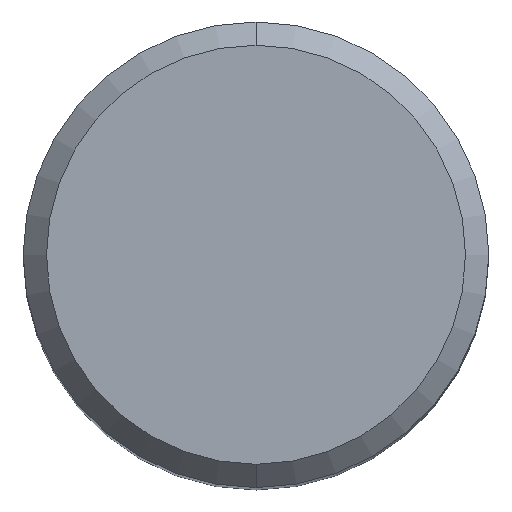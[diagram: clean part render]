
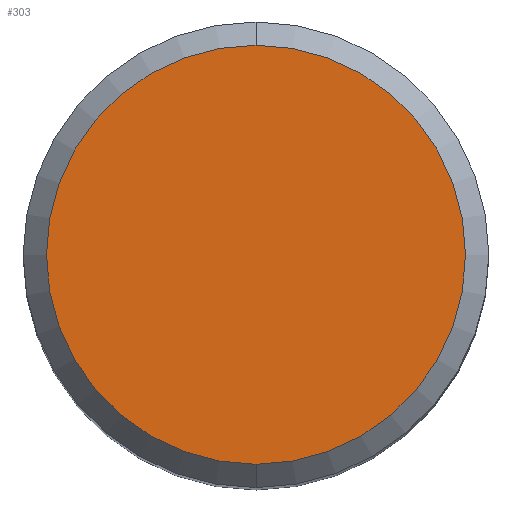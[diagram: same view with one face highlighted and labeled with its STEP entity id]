
A CAD part, top view. The second image highlights one B-rep face of the part: STEP entity #303.
In plain terms, the highlighted planar face has unit normal (0, 0, 1).
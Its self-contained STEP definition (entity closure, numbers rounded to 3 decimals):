
#199=VERTEX_POINT('',#508);
#203=EDGE_CURVE('',#411,#199,#512,.T.);
#215=EDGE_CURVE('',#199,#411,#525,.T.);
#303=ADVANCED_FACE('',(#619),#620,.T.);
#411=VERTEX_POINT('',#741);
#508=CARTESIAN_POINT('',(0.0,7.2,0.));
#512=CIRCLE('',#897,7.2);
#525=CIRCLE('',#938,7.2);
#619=FACE_OUTER_BOUND('',#1101,.T.);
#620=PLANE('',#1102);
#741=CARTESIAN_POINT('',(0.,-7.2,0.));
#897=AXIS2_PLACEMENT_3D('',#1534,#1535,#1536);
#938=AXIS2_PLACEMENT_3D('',#1545,#1546,#1547);
#1101=EDGE_LOOP('',(#1649,#1650));
#1102=AXIS2_PLACEMENT_3D('',#1651,#1652,#1653);
#1534=CARTESIAN_POINT('',(0.0,0.0,0.));
#1535=DIRECTION('',(0.0,0.0,-1.0));
#1536=DIRECTION('',(0.0,1.0,0.0));
#1545=CARTESIAN_POINT('',(0.0,0.0,0.));
#1546=DIRECTION('',(0.0,0.0,-1.0));
#1547=DIRECTION('',(0.0,1.0,0.0));
#1649=ORIENTED_EDGE('',*,*,#215,.F.);
#1650=ORIENTED_EDGE('',*,*,#203,.F.);
#1651=CARTESIAN_POINT('',(0.0,3.6,0.));
#1652=DIRECTION('',(-0.0,0.0,1.0));
#1653=DIRECTION('',(0.0,-1.0,0.0));
